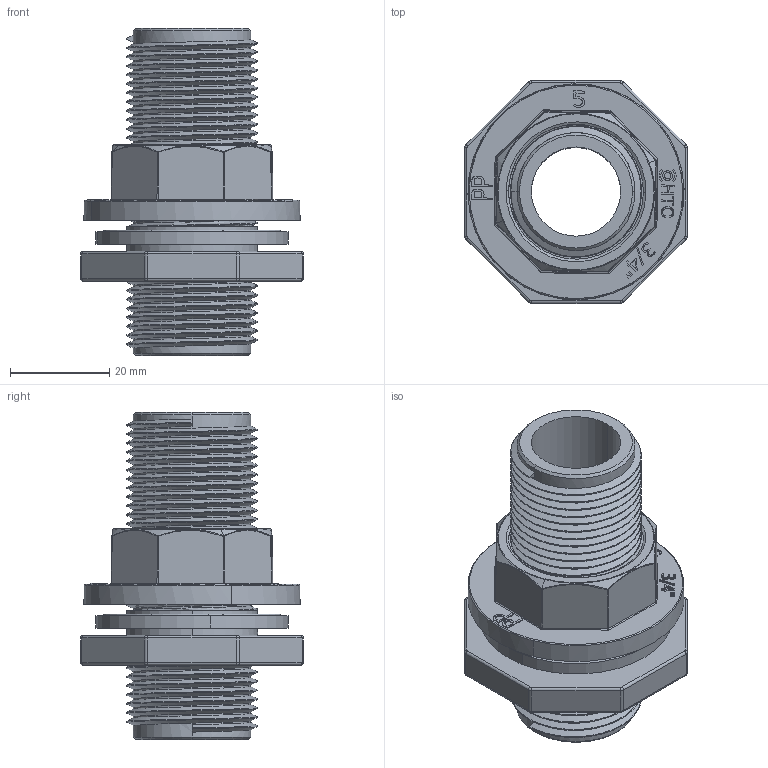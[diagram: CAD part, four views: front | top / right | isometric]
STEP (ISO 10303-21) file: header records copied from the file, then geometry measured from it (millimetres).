
FILE_DESCRIPTION (( 'STEP AP214' ), '1' );
FILE_NAME ('3-4.STEP', '2025-02-12T11:19:27', ( '' ), ( '' ), 'SwSTEP 2.0', 'SolidWorks 2023', '' );
FILE_SCHEMA (( 'AUTOMOTIVE_DESIGN' ));
Length unit declared in the file: millimetre
Products named in the file (4): 2023-101=3-4; 2023-082 3-4; 3-4
Assembly tree (3 placements, depth 2):
  3-4
    3-4
    2023-101=3-4
    2023-082 3-4
Bounding box: 45 x 45 x 66 mm (x, y, z)
Volume: 31539.7 mm3; surface area: 22853 mm2
Topology: 3 solids, 3 shells, 459 faces, 1184 edges, 763 vertices
Faces by surface type: plane 142, cylinder 137, bspline 108, cone 44, torus 28
Entity records: 31340 total; most frequent: CARTESIAN_POINT 21306, ORIENTED_EDGE 2368, DIRECTION 1647, EDGE_CURVE 1184, VERTEX_POINT 763, AXIS2_PLACEMENT_3D 621, EDGE_LOOP 497, ADVANCED_FACE 459
